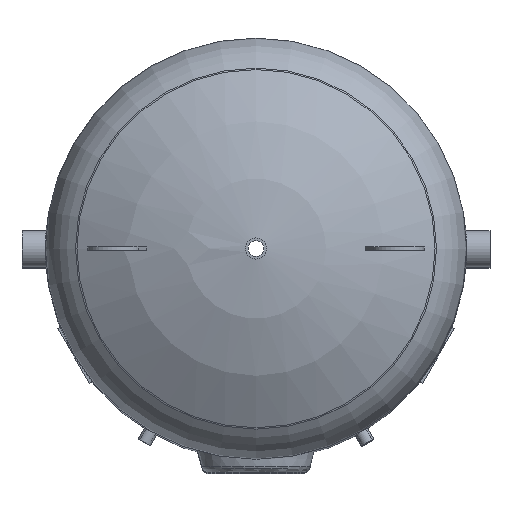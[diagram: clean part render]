
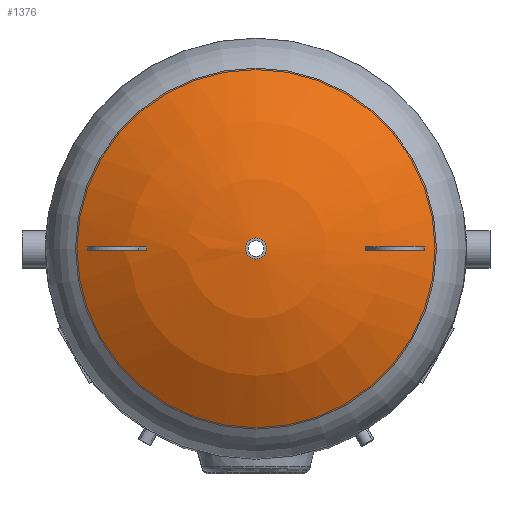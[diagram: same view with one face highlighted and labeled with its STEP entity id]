
A CAD part, top view. The second image highlights one B-rep face of the part: STEP entity #1376.
In plain terms, the highlighted spherical face has radius 640 mm.
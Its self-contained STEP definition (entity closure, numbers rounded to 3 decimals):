
#328=SPHERICAL_SURFACE('',#1530,640.);
#391=FACE_BOUND('',#620,.T.);
#470=FACE_OUTER_BOUND('',#619,.T.);
#619=EDGE_LOOP('',(#1208));
#620=EDGE_LOOP('',(#1209));
#685=CIRCLE('',#1517,20.);
#691=CIRCLE('',#1529,342.786);
#796=VERTEX_POINT('',#4226);
#802=VERTEX_POINT('',#4244);
#937=EDGE_CURVE('',#796,#796,#685,.T.);
#943=EDGE_CURVE('',#802,#802,#691,.T.);
#1208=ORIENTED_EDGE('',*,*,#937,.T.);
#1209=ORIENTED_EDGE('',*,*,#943,.T.);
#1376=ADVANCED_FACE('',(#470,#391),#328,.T.);
#1517=AXIS2_PLACEMENT_3D('',#4227,#1839,#1840);
#1529=AXIS2_PLACEMENT_3D('',#4245,#1863,#1864);
#1530=AXIS2_PLACEMENT_3D('',#4246,#1865,#1866);
#1839=DIRECTION('center_axis',(0.,0.,-1.));
#1840=DIRECTION('ref_axis',(1.,0.,0.));
#1863=DIRECTION('center_axis',(0.,0.,1.));
#1864=DIRECTION('ref_axis',(1.,0.,0.));
#1865=DIRECTION('center_axis',(0.,0.,1.));
#1866=DIRECTION('ref_axis',(1.,0.,0.));
#4226=CARTESIAN_POINT('',(-20.,0.,209.687));
#4227=CARTESIAN_POINT('Origin',(0.,0.,209.687));
#4244=CARTESIAN_POINT('',(342.786,0.,110.46));
#4245=CARTESIAN_POINT('Origin',(0.,0.,110.46));
#4246=CARTESIAN_POINT('Origin',(0.,0.,-430.));
